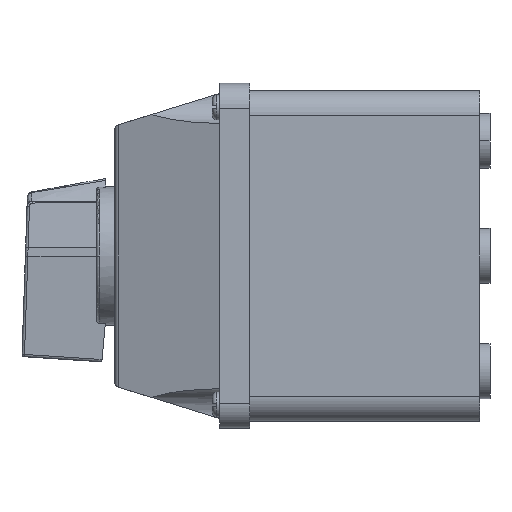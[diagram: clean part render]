
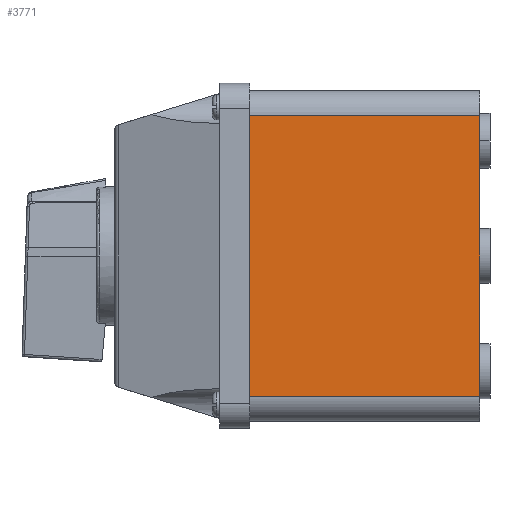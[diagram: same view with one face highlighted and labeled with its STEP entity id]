
A CAD part, left-side view. The second image highlights one B-rep face of the part: STEP entity #3771.
In plain terms, the highlighted planar face has unit normal (-1, 0, 0).
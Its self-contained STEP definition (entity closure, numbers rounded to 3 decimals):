
#1604=CARTESIAN_POINT('',(-33.724,-47.6,28.));
#1605=VERTEX_POINT('',#1604);
#1622=CARTESIAN_POINT('',(-33.724,-47.6,-28.));
#1623=VERTEX_POINT('',#1622);
#1624=CARTESIAN_POINT('',(-33.724,-47.6,-28.));
#1625=CARTESIAN_POINT('',(-33.724,-47.6,-9.333));
#1626=CARTESIAN_POINT('',(-33.724,-47.6,9.333));
#1627=CARTESIAN_POINT('',(-33.724,-47.6,28.));
#1628=B_SPLINE_CURVE_WITH_KNOTS('',3,(#1624,#1625,#1626,#1627),.UNSPECIFIED.,.F.,.F.,(4,4),(0.,56.),.UNSPECIFIED.);
#1629=EDGE_CURVE('',#1623,#1605,#1628,.T.);
#2923=CARTESIAN_POINT('',(-33.724,-1.6,-28.));
#2924=VERTEX_POINT('',#2923);
#2941=CARTESIAN_POINT('',(-33.724,-1.6,28.));
#2942=VERTEX_POINT('',#2941);
#2943=CARTESIAN_POINT('',(-33.724,-1.6,-28.));
#2944=CARTESIAN_POINT('',(-33.724,-1.6,-9.333));
#2945=CARTESIAN_POINT('',(-33.724,-1.6,9.333));
#2946=CARTESIAN_POINT('',(-33.724,-1.6,28.));
#2947=B_SPLINE_CURVE_WITH_KNOTS('',3,(#2943,#2944,#2945,#2946),.UNSPECIFIED.,.F.,.F.,(4,4),(0.,56.),.UNSPECIFIED.);
#2948=EDGE_CURVE('',#2924,#2942,#2947,.T.);
#3742=CARTESIAN_POINT('',(-33.724,-1.6,-28.));
#3743=CARTESIAN_POINT('',(-33.724,-16.933,-28.));
#3744=CARTESIAN_POINT('',(-33.724,-32.267,-28.));
#3745=CARTESIAN_POINT('',(-33.724,-47.6,-28.));
#3746=B_SPLINE_CURVE_WITH_KNOTS('',3,(#3742,#3743,#3744,#3745),.UNSPECIFIED.,.F.,.F.,(4,4),(0.,46.),.UNSPECIFIED.);
#3747=EDGE_CURVE('',#2924,#1623,#3746,.T.);
#3754=CARTESIAN_POINT('',(-33.724,-1.6,28.));
#3755=DIRECTION('',(1.,0.,0.));
#3756=DIRECTION('',(0.,0.,-1.));
#3757=AXIS2_PLACEMENT_3D('',#3754,#3755,#3756);
#3758=PLANE('',#3757);
#3759=ORIENTED_EDGE('',*,*,#1629,.T.);
#3760=CARTESIAN_POINT('',(-33.724,-1.6,28.));
#3761=CARTESIAN_POINT('',(-33.724,-16.933,28.));
#3762=CARTESIAN_POINT('',(-33.724,-32.267,28.));
#3763=CARTESIAN_POINT('',(-33.724,-47.6,28.));
#3764=B_SPLINE_CURVE_WITH_KNOTS('',3,(#3760,#3761,#3762,#3763),.UNSPECIFIED.,.F.,.F.,(4,4),(0.,46.),.UNSPECIFIED.);
#3765=EDGE_CURVE('',#2942,#1605,#3764,.T.);
#3766=ORIENTED_EDGE('',*,*,#3765,.F.);
#3767=ORIENTED_EDGE('',*,*,#2948,.F.);
#3768=ORIENTED_EDGE('',*,*,#3747,.T.);
#3769=EDGE_LOOP('',(#3759,#3766,#3767,#3768));
#3770=FACE_BOUND('',#3769,.T.);
#3771=ADVANCED_FACE('',(#3770),#3758,.F.);
